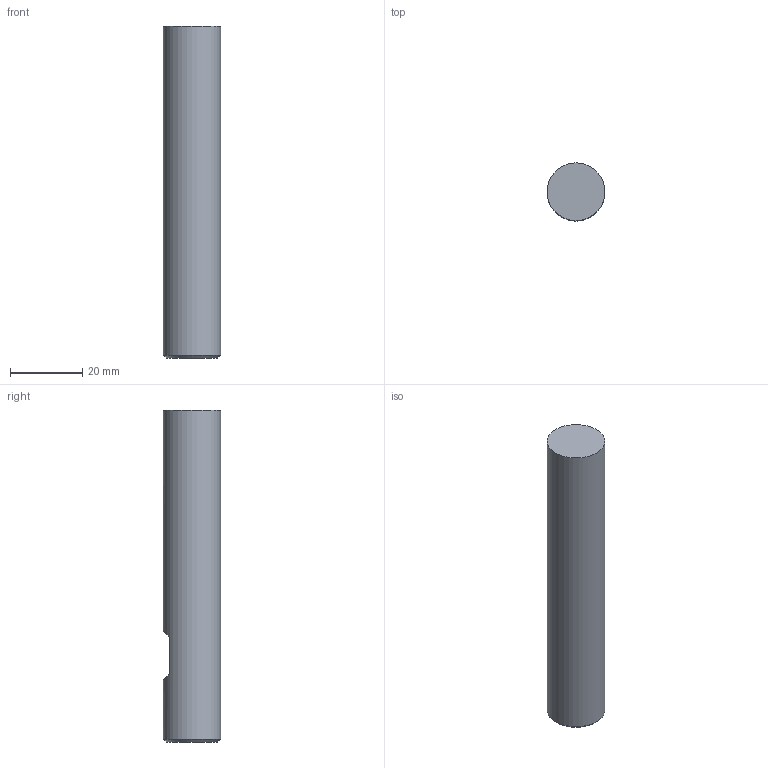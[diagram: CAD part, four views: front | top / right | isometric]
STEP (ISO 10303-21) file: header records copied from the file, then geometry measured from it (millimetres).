
FILE_DESCRIPTION(/* description */ (''),/* implementation_level */ '2;1');
FILE_NAME(/* name */ 'm266_20220519_052410_tb_1.stp',/* time_stamp */ '2022-05-19T05:25:08+02:00',/* author */ (''),/* organization */ ('SMS'),/* preprocessor_version */ 'ST-DEVELOPER v16.7',/* originating_system */ 'SIEMENS PLM Software NX 12.0',/* authorisation */ '');
FILE_SCHEMA (('AUTOMOTIVE_DESIGN { 1 0 10303 214 3 1 1 1 }'));
Length unit declared in the file: millimetre
Products named in the file (1): M266_20220519_052410_TB_1
Bounding box: 16 x 16 x 92 mm (x, y, z)
Volume: 18339.7 mm3; surface area: 5002.9 mm2
Topology: 1 solids, 1 shells, 7 faces, 38 edges, 61 vertices
Faces by surface type: plane 5, cylinder 1, cone 1
Full cylindrical faces by diameter (mm): 16 x1
Entity records: 441 total; most frequent: DIRECTION 58, CARTESIAN_POINT 53, LINE 32, VECTOR 32, STYLED_ITEM 30, PRESENTATION_STYLE_ASSIGNMENT 30, CURVE_STYLE 28, DRAUGHTING_PRE_DEFINED_CURVE_FONT 28
